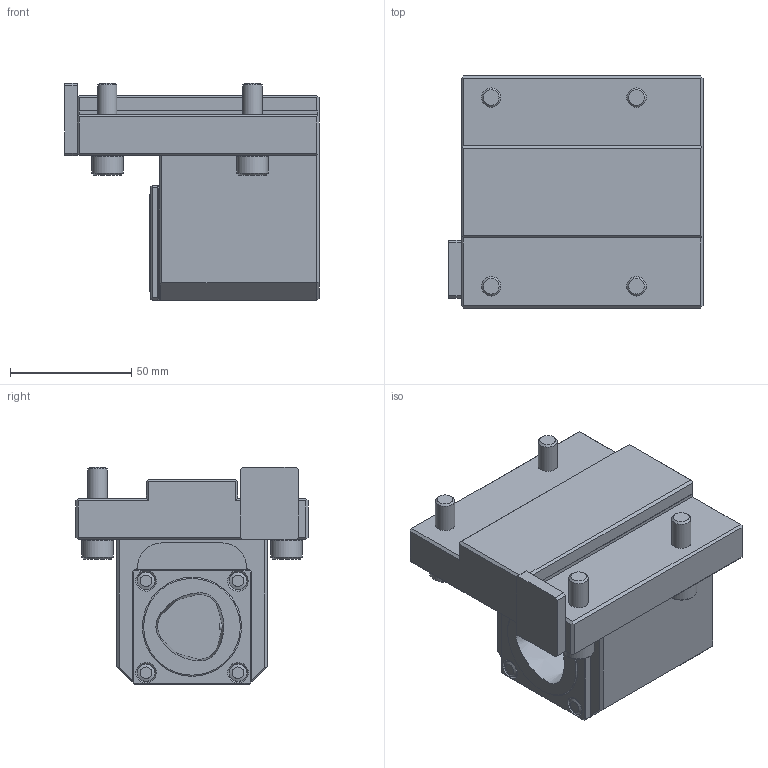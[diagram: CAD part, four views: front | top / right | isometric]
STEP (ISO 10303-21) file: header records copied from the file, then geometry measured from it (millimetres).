
FILE_DESCRIPTION(/* description */ ('Unknown'),/* implementation_level */ '2;1');
FILE_NAME(/* name */ 'C4_TRI_MZ_J_SIM',/* time_stamp */ '2023-04-28T12:17:27+02:00',/* author */ ('WTO KS'),/* organization */ ('WTO'),/* preprocessor_version */ 'ST-DEVELOPER v16.7',/* originating_system */ 'DEX',/* authorisation */ $);
FILE_SCHEMA (('AUTOMOTIVE_DESIGN {1 0 10303 214 3 1 1}'));
Length unit declared in the file: millimetre
Products named in the file (1): C4-TRI-MZ-J
Bounding box: 105 x 96 x 89.98 mm (x, y, z)
Volume: 438791.9 mm3; surface area: 50995.9 mm2
Topology: 1 solids, 1 shells, 192 faces, 512 edges, 330 vertices
Faces by surface type: plane 124, cylinder 34, cone 24, torus 5, sphere 4, bspline 1
Full cylindrical faces by diameter (mm): 2.5 x1, 4.495 x4, 5.183 x4, 5.994 x5, 7.193 x4, 7.992 x4, 12.987 x4
Entity records: 5570 total; most frequent: CARTESIAN_POINT 1158, DIRECTION 890, ORIENTED_EDGE 834, EDGE_CURVE 417, AXIS2_PLACEMENT_3D 297, LINE 296, VECTOR 296, VERTEX_POINT 295
